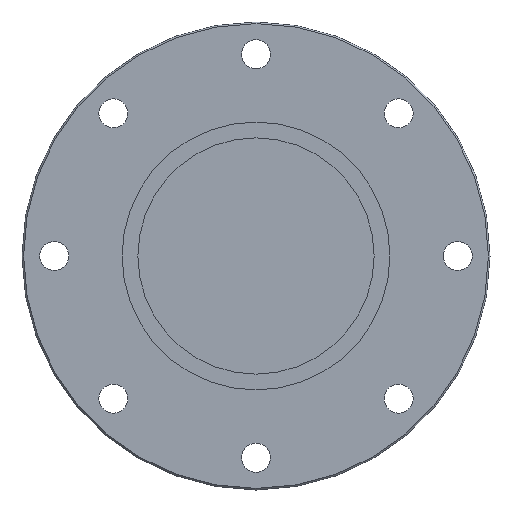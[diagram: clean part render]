
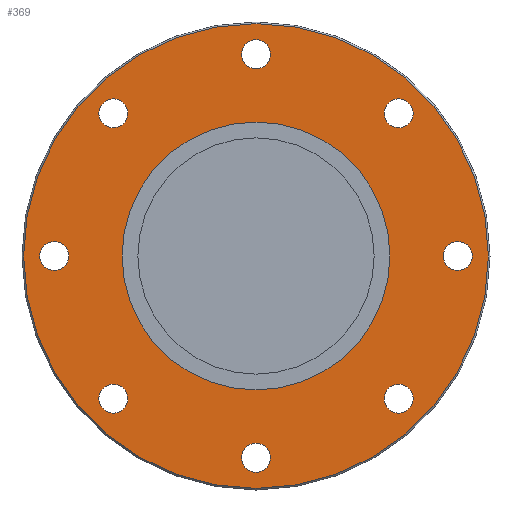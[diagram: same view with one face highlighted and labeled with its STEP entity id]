
A CAD part, front view. The second image highlights one B-rep face of the part: STEP entity #369.
In plain terms, the highlighted planar face has unit normal (0, -1, 0).
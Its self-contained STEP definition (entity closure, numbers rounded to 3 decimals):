
#23=FACE_BOUND('',#77,.T.);
#24=FACE_BOUND('',#78,.T.);
#25=FACE_BOUND('',#79,.T.);
#26=FACE_BOUND('',#80,.T.);
#27=FACE_BOUND('',#81,.T.);
#28=FACE_BOUND('',#82,.T.);
#29=FACE_BOUND('',#83,.T.);
#30=FACE_BOUND('',#84,.T.);
#31=FACE_BOUND('',#85,.T.);
#34=PLANE('',#436);
#51=FACE_OUTER_BOUND('',#76,.T.);
#76=EDGE_LOOP('',(#309));
#77=EDGE_LOOP('',(#310,#311));
#78=EDGE_LOOP('',(#312,#313));
#79=EDGE_LOOP('',(#314,#315));
#80=EDGE_LOOP('',(#316,#317));
#81=EDGE_LOOP('',(#318,#319));
#82=EDGE_LOOP('',(#320,#321));
#83=EDGE_LOOP('',(#322,#323));
#84=EDGE_LOOP('',(#324,#325));
#85=EDGE_LOOP('',(#326,#327));
#117=CIRCLE('',#395,4.5);
#118=CIRCLE('',#396,4.5);
#120=CIRCLE('',#399,4.5);
#121=CIRCLE('',#400,4.5);
#123=CIRCLE('',#403,4.5);
#124=CIRCLE('',#404,4.5);
#126=CIRCLE('',#407,4.5);
#127=CIRCLE('',#408,4.5);
#129=CIRCLE('',#411,4.5);
#130=CIRCLE('',#412,4.5);
#132=CIRCLE('',#415,4.5);
#133=CIRCLE('',#416,4.5);
#135=CIRCLE('',#419,4.5);
#136=CIRCLE('',#420,4.5);
#138=CIRCLE('',#423,4.5);
#139=CIRCLE('',#424,4.5);
#146=CIRCLE('',#435,72.);
#147=CIRCLE('',#437,41.5);
#148=CIRCLE('',#438,41.5);
#155=VERTEX_POINT('',#576);
#156=VERTEX_POINT('',#577);
#158=VERTEX_POINT('',#584);
#159=VERTEX_POINT('',#585);
#161=VERTEX_POINT('',#592);
#162=VERTEX_POINT('',#593);
#164=VERTEX_POINT('',#600);
#165=VERTEX_POINT('',#601);
#167=VERTEX_POINT('',#608);
#168=VERTEX_POINT('',#609);
#170=VERTEX_POINT('',#616);
#171=VERTEX_POINT('',#617);
#173=VERTEX_POINT('',#624);
#174=VERTEX_POINT('',#625);
#176=VERTEX_POINT('',#632);
#177=VERTEX_POINT('',#633);
#184=VERTEX_POINT('',#655);
#185=VERTEX_POINT('',#659);
#186=VERTEX_POINT('',#660);
#193=EDGE_CURVE('',#155,#156,#117,.T.);
#194=EDGE_CURVE('',#156,#155,#118,.T.);
#197=EDGE_CURVE('',#158,#159,#120,.T.);
#198=EDGE_CURVE('',#159,#158,#121,.T.);
#201=EDGE_CURVE('',#161,#162,#123,.T.);
#202=EDGE_CURVE('',#162,#161,#124,.T.);
#205=EDGE_CURVE('',#164,#165,#126,.T.);
#206=EDGE_CURVE('',#165,#164,#127,.T.);
#209=EDGE_CURVE('',#167,#168,#129,.T.);
#210=EDGE_CURVE('',#168,#167,#130,.T.);
#213=EDGE_CURVE('',#170,#171,#132,.T.);
#214=EDGE_CURVE('',#171,#170,#133,.T.);
#217=EDGE_CURVE('',#173,#174,#135,.T.);
#218=EDGE_CURVE('',#174,#173,#136,.T.);
#221=EDGE_CURVE('',#176,#177,#138,.T.);
#222=EDGE_CURVE('',#177,#176,#139,.T.);
#233=EDGE_CURVE('',#184,#184,#146,.T.);
#234=EDGE_CURVE('',#185,#186,#147,.T.);
#235=EDGE_CURVE('',#186,#185,#148,.T.);
#309=ORIENTED_EDGE('',*,*,#233,.F.);
#310=ORIENTED_EDGE('',*,*,#193,.T.);
#311=ORIENTED_EDGE('',*,*,#194,.T.);
#312=ORIENTED_EDGE('',*,*,#197,.T.);
#313=ORIENTED_EDGE('',*,*,#198,.T.);
#314=ORIENTED_EDGE('',*,*,#201,.T.);
#315=ORIENTED_EDGE('',*,*,#202,.T.);
#316=ORIENTED_EDGE('',*,*,#205,.T.);
#317=ORIENTED_EDGE('',*,*,#206,.T.);
#318=ORIENTED_EDGE('',*,*,#209,.T.);
#319=ORIENTED_EDGE('',*,*,#210,.T.);
#320=ORIENTED_EDGE('',*,*,#213,.T.);
#321=ORIENTED_EDGE('',*,*,#214,.T.);
#322=ORIENTED_EDGE('',*,*,#217,.T.);
#323=ORIENTED_EDGE('',*,*,#218,.T.);
#324=ORIENTED_EDGE('',*,*,#221,.T.);
#325=ORIENTED_EDGE('',*,*,#222,.T.);
#326=ORIENTED_EDGE('',*,*,#234,.T.);
#327=ORIENTED_EDGE('',*,*,#235,.T.);
#369=ADVANCED_FACE('',(#51,#23,#24,#25,#26,#27,#28,#29,#30,#31),#34,.T.);
#395=AXIS2_PLACEMENT_3D('',#578,#453,#454);
#396=AXIS2_PLACEMENT_3D('',#579,#455,#456);
#399=AXIS2_PLACEMENT_3D('',#586,#462,#463);
#400=AXIS2_PLACEMENT_3D('',#587,#464,#465);
#403=AXIS2_PLACEMENT_3D('',#594,#471,#472);
#404=AXIS2_PLACEMENT_3D('',#595,#473,#474);
#407=AXIS2_PLACEMENT_3D('',#602,#480,#481);
#408=AXIS2_PLACEMENT_3D('',#603,#482,#483);
#411=AXIS2_PLACEMENT_3D('',#610,#489,#490);
#412=AXIS2_PLACEMENT_3D('',#611,#491,#492);
#415=AXIS2_PLACEMENT_3D('',#618,#498,#499);
#416=AXIS2_PLACEMENT_3D('',#619,#500,#501);
#419=AXIS2_PLACEMENT_3D('',#626,#507,#508);
#420=AXIS2_PLACEMENT_3D('',#627,#509,#510);
#423=AXIS2_PLACEMENT_3D('',#634,#516,#517);
#424=AXIS2_PLACEMENT_3D('',#635,#518,#519);
#435=AXIS2_PLACEMENT_3D('',#657,#544,#545);
#436=AXIS2_PLACEMENT_3D('',#658,#546,#547);
#437=AXIS2_PLACEMENT_3D('',#661,#548,#549);
#438=AXIS2_PLACEMENT_3D('',#662,#550,#551);
#453=DIRECTION('center_axis',(0.,1.,0.));
#454=DIRECTION('ref_axis',(0.707,0.,0.707));
#455=DIRECTION('center_axis',(0.,1.,0.));
#456=DIRECTION('ref_axis',(0.707,0.,0.707));
#462=DIRECTION('center_axis',(0.,1.,0.));
#463=DIRECTION('ref_axis',(0.,0.,1.));
#464=DIRECTION('center_axis',(0.,1.,0.));
#465=DIRECTION('ref_axis',(0.,0.,1.));
#471=DIRECTION('center_axis',(0.,1.,0.));
#472=DIRECTION('ref_axis',(-0.707,0.,0.707));
#473=DIRECTION('center_axis',(0.,1.,0.));
#474=DIRECTION('ref_axis',(-0.707,0.,0.707));
#480=DIRECTION('center_axis',(0.,1.,0.));
#481=DIRECTION('ref_axis',(-1.,0.,0.));
#482=DIRECTION('center_axis',(0.,1.,0.));
#483=DIRECTION('ref_axis',(-1.,0.,0.));
#489=DIRECTION('center_axis',(0.,1.,0.));
#490=DIRECTION('ref_axis',(-0.707,0.,-0.707));
#491=DIRECTION('center_axis',(0.,1.,0.));
#492=DIRECTION('ref_axis',(-0.707,0.,-0.707));
#498=DIRECTION('center_axis',(0.,1.,0.));
#499=DIRECTION('ref_axis',(0.,0.,-1.));
#500=DIRECTION('center_axis',(0.,1.,0.));
#501=DIRECTION('ref_axis',(0.,0.,-1.));
#507=DIRECTION('center_axis',(0.,1.,0.));
#508=DIRECTION('ref_axis',(0.707,0.,-0.707));
#509=DIRECTION('center_axis',(0.,1.,0.));
#510=DIRECTION('ref_axis',(0.707,0.,-0.707));
#516=DIRECTION('center_axis',(0.,1.,0.));
#517=DIRECTION('ref_axis',(1.,0.,0.));
#518=DIRECTION('center_axis',(0.,1.,0.));
#519=DIRECTION('ref_axis',(1.,0.,0.));
#544=DIRECTION('center_axis',(0.,1.,0.));
#545=DIRECTION('ref_axis',(1.,0.,0.));
#546=DIRECTION('center_axis',(0.,-1.,0.));
#547=DIRECTION('ref_axis',(0.,0.,-1.));
#548=DIRECTION('center_axis',(0.,1.,0.));
#549=DIRECTION('ref_axis',(1.,0.,0.));
#550=DIRECTION('center_axis',(0.,1.,0.));
#551=DIRECTION('ref_axis',(1.,0.,0.));
#576=CARTESIAN_POINT('',(-41.012,0.,47.376));
#577=CARTESIAN_POINT('',(-47.376,0.,41.012));
#578=CARTESIAN_POINT('Origin',(-44.194,0.,44.194));
#579=CARTESIAN_POINT('Origin',(-44.194,0.,44.194));
#584=CARTESIAN_POINT('',(-62.5,0.,4.5));
#585=CARTESIAN_POINT('',(-62.5,0.,-4.5));
#586=CARTESIAN_POINT('Origin',(-62.5,0.,0.));
#587=CARTESIAN_POINT('Origin',(-62.5,0.,0.));
#592=CARTESIAN_POINT('',(-47.376,0.,-41.012));
#593=CARTESIAN_POINT('',(-41.012,0.,-47.376));
#594=CARTESIAN_POINT('Origin',(-44.194,0.,-44.194));
#595=CARTESIAN_POINT('Origin',(-44.194,0.,-44.194));
#600=CARTESIAN_POINT('',(-4.5,0.,-62.5));
#601=CARTESIAN_POINT('',(4.5,0.,-62.5));
#602=CARTESIAN_POINT('Origin',(0.,0.,-62.5));
#603=CARTESIAN_POINT('Origin',(0.,0.,-62.5));
#608=CARTESIAN_POINT('',(41.012,0.,-47.376));
#609=CARTESIAN_POINT('',(47.376,0.,-41.012));
#610=CARTESIAN_POINT('Origin',(44.194,0.,-44.194));
#611=CARTESIAN_POINT('Origin',(44.194,0.,-44.194));
#616=CARTESIAN_POINT('',(62.5,0.,-4.5));
#617=CARTESIAN_POINT('',(62.5,0.,4.5));
#618=CARTESIAN_POINT('Origin',(62.5,0.,0.));
#619=CARTESIAN_POINT('Origin',(62.5,0.,0.));
#624=CARTESIAN_POINT('',(47.376,0.,41.012));
#625=CARTESIAN_POINT('',(41.012,0.,47.376));
#626=CARTESIAN_POINT('Origin',(44.194,0.,44.194));
#627=CARTESIAN_POINT('Origin',(44.194,0.,44.194));
#632=CARTESIAN_POINT('',(4.5,0.,62.5));
#633=CARTESIAN_POINT('',(-4.5,0.,62.5));
#634=CARTESIAN_POINT('Origin',(0.,0.,62.5));
#635=CARTESIAN_POINT('Origin',(0.,0.,62.5));
#655=CARTESIAN_POINT('',(-72.,0.,0.));
#657=CARTESIAN_POINT('Origin',(0.,0.,0.));
#658=CARTESIAN_POINT('Origin',(-72.5,0.,0.));
#659=CARTESIAN_POINT('',(-41.5,0.,0.));
#660=CARTESIAN_POINT('',(41.5,0.,0.));
#661=CARTESIAN_POINT('Origin',(0.,0.,0.));
#662=CARTESIAN_POINT('Origin',(0.,0.,0.));
